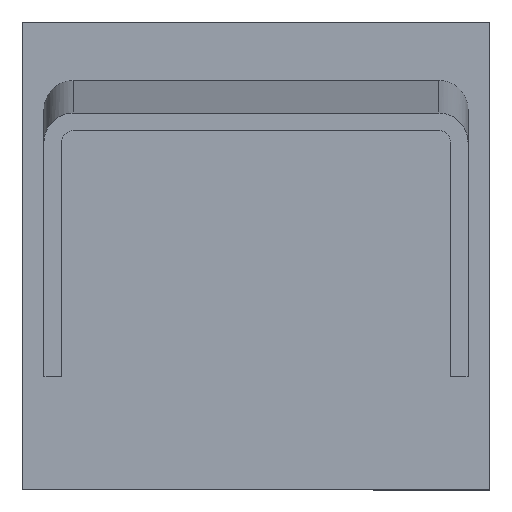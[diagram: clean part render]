
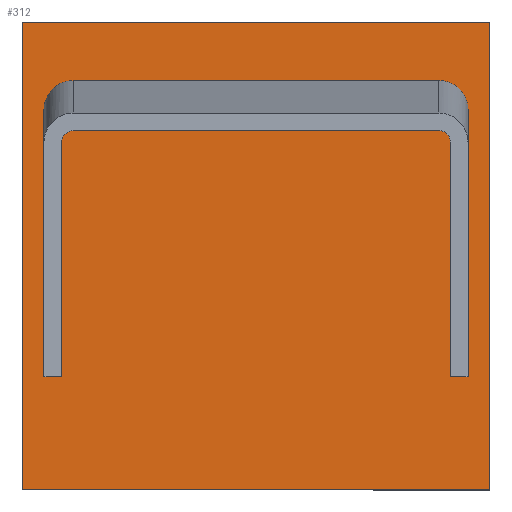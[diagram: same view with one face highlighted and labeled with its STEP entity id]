
A CAD part, top view. The second image highlights one B-rep face of the part: STEP entity #312.
In plain terms, the highlighted planar face has unit normal (0, 0, 1).
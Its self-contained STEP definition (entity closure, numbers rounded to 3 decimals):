
#3 = VERTEX_POINT ( 'NONE', #356 ) ;
#4 = DIRECTION ( 'NONE',  ( 0., 1., 0. ) ) ;
#15 = CARTESIAN_POINT ( 'NONE',  ( 33.25, 0., 0. ) ) ;
#27 = LINE ( 'NONE', #553, #163 ) ;
#32 = DIRECTION ( 'NONE',  ( 1., 0., 0. ) ) ;
#36 = LINE ( 'NONE', #845, #568 ) ;
#41 = EDGE_CURVE ( 'NONE', #731, #180, #404, .T. ) ;
#62 =( BOUNDED_CURVE ( )  B_SPLINE_CURVE ( 3, ( #287, #485, #850, #715 ),
 .UNSPECIFIED., .F., .F. ) 
 B_SPLINE_CURVE_WITH_KNOTS ( ( 4, 4 ),
 ( 1.571, 3.142 ),
 .UNSPECIFIED. ) 
 CURVE ( )  GEOMETRIC_REPRESENTATION_ITEM ( )  RATIONAL_B_SPLINE_CURVE ( ( 1., 0.805, 0.805, 1. ) ) 
 REPRESENTATION_ITEM ( '' )  );
#86 = VERTEX_POINT ( 'NONE', #434 ) ;
#89 = CARTESIAN_POINT ( 'NONE',  ( 40., 55.072, 0. ) ) ;
#96 = CARTESIAN_POINT ( 'NONE',  ( -33.25, 0., 0. ) ) ;
#99 = VERTEX_POINT ( 'NONE', #302 ) ;
#103 = VERTEX_POINT ( 'NONE', #368 ) ;
#106 = VECTOR ( 'NONE', #32, 1000. ) ;
#115 = CARTESIAN_POINT ( 'NONE',  ( -31.25, 42.068, 0. ) ) ;
#116 = LINE ( 'NONE', #619, #413 ) ;
#122 = EDGE_CURVE ( 'NONE', #902, #170, #681, .T. ) ;
#133 = CARTESIAN_POINT ( 'NONE',  ( 31.25, 45.072, 0. ) ) ;
#147 = DIRECTION ( 'NONE',  ( 0., 0., -1. ) ) ;
#149 = CARTESIAN_POINT ( 'NONE',  ( 36.25, 42.998, 0. ) ) ;
#154 = VERTEX_POINT ( 'NONE', #872 ) ;
#157 = VERTEX_POINT ( 'NONE', #371 ) ;
#163 = VECTOR ( 'NONE', #348, 1000. ) ;
#167 = EDGE_CURVE ( 'NONE', #439, #99, #212, .T. ) ;
#168 = DIRECTION ( 'NONE',  ( 0., -1., 0. ) ) ;
#170 = VERTEX_POINT ( 'NONE', #115 ) ;
#180 = VERTEX_POINT ( 'NONE', #595 ) ;
#182 = ORIENTED_EDGE ( 'NONE', *, *, #349, .F. ) ;
#201 = CARTESIAN_POINT ( 'NONE',  ( 31.25, 42.068, 0. ) ) ;
#205 = PLANE ( 'NONE',  #700 ) ;
#212 = LINE ( 'NONE', #96, #558 ) ;
#228 =( BOUNDED_CURVE ( )  B_SPLINE_CURVE ( 3, ( #201, #691, #841, #768 ),
 .UNSPECIFIED., .F., .T. ) 
 B_SPLINE_CURVE_WITH_KNOTS ( ( 4, 4 ),
 ( 0., 1.571 ),
 .UNSPECIFIED. ) 
 CURVE ( )  GEOMETRIC_REPRESENTATION_ITEM ( )  RATIONAL_B_SPLINE_CURVE ( ( 1., 0.805, 0.805, 1. ) ) 
 REPRESENTATION_ITEM ( '' )  );
#231 = CARTESIAN_POINT ( 'NONE',  ( -33.25, 0., 0. ) ) ;
#238 = CARTESIAN_POINT ( 'NONE',  ( 36.25, 42.068, 0. ) ) ;
#240 = CARTESIAN_POINT ( 'NONE',  ( -36.25, 0., 0. ) ) ;
#249 = EDGE_CURVE ( 'NONE', #582, #419, #680, .T. ) ;
#262 = ORIENTED_EDGE ( 'NONE', *, *, #249, .T. ) ;
#274 = CARTESIAN_POINT ( 'NONE',  ( 36.25, 0., 0. ) ) ;
#278 = VERTEX_POINT ( 'NONE', #530 ) ;
#287 = CARTESIAN_POINT ( 'NONE',  ( -36.25, 40.064, 0. ) ) ;
#288 = EDGE_CURVE ( 'NONE', #99, #170, #831, .T. ) ;
#291 = ORIENTED_EDGE ( 'NONE', *, *, #422, .F. ) ;
#302 = CARTESIAN_POINT ( 'NONE',  ( -33.25, 40.064, 0. ) ) ;
#312 = ADVANCED_FACE ( 'NONE', ( #647, #802 ), #205, .F. ) ;
#324 = ORIENTED_EDGE ( 'NONE', *, *, #522, .F. ) ;
#326 = CARTESIAN_POINT ( 'NONE',  ( -32.422, 42.068, 0. ) ) ;
#328 = CARTESIAN_POINT ( 'NONE',  ( -31.25, 42.068, 0. ) ) ;
#335 = EDGE_CURVE ( 'NONE', #439, #582, #116, .T. ) ;
#348 = DIRECTION ( 'NONE',  ( -1., 0., 0. ) ) ;
#349 = EDGE_CURVE ( 'NONE', #278, #3, #386, .T. ) ;
#351 = DIRECTION ( 'NONE',  ( 0., 1., 0. ) ) ;
#356 = CARTESIAN_POINT ( 'NONE',  ( 36.25, 40.064, 0. ) ) ;
#360 = CARTESIAN_POINT ( 'NONE',  ( 31.25, 42.068, 0. ) ) ;
#362 = DIRECTION ( 'NONE',  ( -1., 0., 0. ) ) ;
#368 = CARTESIAN_POINT ( 'NONE',  ( 40., -24.928, 0. ) ) ;
#369 = EDGE_CURVE ( 'NONE', #902, #180, #228, .T. ) ;
#371 = CARTESIAN_POINT ( 'NONE',  ( 31.25, 45.072, 0. ) ) ;
#386 = LINE ( 'NONE', #274, #455 ) ;
#389 = DIRECTION ( 'NONE',  ( 0., 1., 0. ) ) ;
#402 = LINE ( 'NONE', #788, #861 ) ;
#404 = LINE ( 'NONE', #15, #706 ) ;
#413 = VECTOR ( 'NONE', #471, 1000. ) ;
#419 = VERTEX_POINT ( 'NONE', #907 ) ;
#421 = ORIENTED_EDGE ( 'NONE', *, *, #889, .F. ) ;
#422 = EDGE_CURVE ( 'NONE', #472, #86, #36, .T. ) ;
#427 = ORIENTED_EDGE ( 'NONE', *, *, #122, .T. ) ;
#429 = DIRECTION ( 'NONE',  ( -1., 0., 0. ) ) ;
#434 = CARTESIAN_POINT ( 'NONE',  ( -40., 55.072, 0. ) ) ;
#439 = VERTEX_POINT ( 'NONE', #231 ) ;
#455 = VECTOR ( 'NONE', #482, 1000. ) ;
#461 = DIRECTION ( 'NONE',  ( 0., 1., 0. ) ) ;
#463 = LINE ( 'NONE', #712, #609 ) ;
#471 = DIRECTION ( 'NONE',  ( -1., 0., 0. ) ) ;
#472 = VERTEX_POINT ( 'NONE', #563 ) ;
#482 = DIRECTION ( 'NONE',  ( 0., 1., 0. ) ) ;
#485 = CARTESIAN_POINT ( 'NONE',  ( -36.25, 42.998, 0. ) ) ;
#522 = EDGE_CURVE ( 'NONE', #103, #472, #789, .T. ) ;
#529 = VERTEX_POINT ( 'NONE', #89 ) ;
#530 = CARTESIAN_POINT ( 'NONE',  ( 36.25, 0., 0. ) ) ;
#533 = EDGE_CURVE ( 'NONE', #157, #154, #463, .T. ) ;
#535 = ORIENTED_EDGE ( 'NONE', *, *, #369, .F. ) ;
#543 = CARTESIAN_POINT ( 'NONE',  ( 0., 0., 0. ) ) ;
#553 = CARTESIAN_POINT ( 'NONE',  ( 36.25, 0., 0. ) ) ;
#558 = VECTOR ( 'NONE', #389, 1000. ) ;
#563 = CARTESIAN_POINT ( 'NONE',  ( -40., -24.928, 0. ) ) ;
#568 = VECTOR ( 'NONE', #4, 1000. ) ;
#582 = VERTEX_POINT ( 'NONE', #240 ) ;
#595 = CARTESIAN_POINT ( 'NONE',  ( 33.25, 40.064, 0. ) ) ;
#609 = VECTOR ( 'NONE', #429, 1000. ) ;
#612 = DIRECTION ( 'NONE',  ( -1., 0., 0. ) ) ;
#617 = CARTESIAN_POINT ( 'NONE',  ( 34.179, 45.072, 0. ) ) ;
#619 = CARTESIAN_POINT ( 'NONE',  ( 36.25, 0., 0. ) ) ;
#621 = CARTESIAN_POINT ( 'NONE',  ( 36.25, 40.064, 0. ) ) ;
#644 = ORIENTED_EDGE ( 'NONE', *, *, #41, .T. ) ;
#647 = FACE_OUTER_BOUND ( 'NONE', #656, .T. ) ;
#650 = DIRECTION ( 'NONE',  ( -1., 0., 0. ) ) ;
#651 = EDGE_CURVE ( 'NONE', #86, #529, #659, .T. ) ;
#656 = EDGE_LOOP ( 'NONE', ( #291, #324, #421, #825 ) ) ;
#659 = LINE ( 'NONE', #878, #106 ) ;
#661 =( BOUNDED_CURVE ( )  B_SPLINE_CURVE ( 3, ( #133, #617, #149, #621 ),
 .UNSPECIFIED., .F., .T. ) 
 B_SPLINE_CURVE_WITH_KNOTS ( ( 4, 4 ),
 ( 0., 1.571 ),
 .UNSPECIFIED. ) 
 CURVE ( )  GEOMETRIC_REPRESENTATION_ITEM ( )  RATIONAL_B_SPLINE_CURVE ( ( 1., 0.805, 0.805, 1. ) ) 
 REPRESENTATION_ITEM ( '' )  );
#673 = ORIENTED_EDGE ( 'NONE', *, *, #766, .T. ) ;
#680 = LINE ( 'NONE', #829, #893 ) ;
#681 = LINE ( 'NONE', #238, #754 ) ;
#682 = CARTESIAN_POINT ( 'NONE',  ( -33.25, 40.064, 0. ) ) ;
#691 = CARTESIAN_POINT ( 'NONE',  ( 32.422, 42.068, 0. ) ) ;
#694 = EDGE_LOOP ( 'NONE', ( #883, #760, #262, #873, #774, #673, #182, #848, #644, #535, #427, #822 ) ) ;
#698 = CARTESIAN_POINT ( 'NONE',  ( 33.25, 0., 0. ) ) ;
#700 = AXIS2_PLACEMENT_3D ( 'NONE', #543, #147, #612 ) ;
#706 = VECTOR ( 'NONE', #351, 1000. ) ;
#712 = CARTESIAN_POINT ( 'NONE',  ( 36.25, 45.072, 0. ) ) ;
#715 = CARTESIAN_POINT ( 'NONE',  ( -31.25, 45.072, 0. ) ) ;
#731 = VERTEX_POINT ( 'NONE', #698 ) ;
#754 = VECTOR ( 'NONE', #650, 1000. ) ;
#757 = CARTESIAN_POINT ( 'NONE',  ( -33.25, 41.238, 0. ) ) ;
#760 = ORIENTED_EDGE ( 'NONE', *, *, #335, .T. ) ;
#766 = EDGE_CURVE ( 'NONE', #157, #3, #661, .T. ) ;
#768 = CARTESIAN_POINT ( 'NONE',  ( 33.25, 40.064, 0. ) ) ;
#774 = ORIENTED_EDGE ( 'NONE', *, *, #533, .F. ) ;
#788 = CARTESIAN_POINT ( 'NONE',  ( 40., 55.072, 0. ) ) ;
#789 = LINE ( 'NONE', #847, #799 ) ;
#799 = VECTOR ( 'NONE', #362, 1000. ) ;
#802 = FACE_BOUND ( 'NONE', #694, .T. ) ;
#822 = ORIENTED_EDGE ( 'NONE', *, *, #288, .F. ) ;
#825 = ORIENTED_EDGE ( 'NONE', *, *, #651, .F. ) ;
#829 = CARTESIAN_POINT ( 'NONE',  ( -36.25, 0., 0. ) ) ;
#831 =( BOUNDED_CURVE ( )  B_SPLINE_CURVE ( 3, ( #682, #757, #326, #328 ),
 .UNSPECIFIED., .F., .T. ) 
 B_SPLINE_CURVE_WITH_KNOTS ( ( 4, 4 ),
 ( 1.571, 3.142 ),
 .UNSPECIFIED. ) 
 CURVE ( )  GEOMETRIC_REPRESENTATION_ITEM ( )  RATIONAL_B_SPLINE_CURVE ( ( 1., 0.805, 0.805, 1. ) ) 
 REPRESENTATION_ITEM ( '' )  );
#832 = EDGE_CURVE ( 'NONE', #278, #731, #27, .T. ) ;
#841 = CARTESIAN_POINT ( 'NONE',  ( 33.25, 41.238, 0. ) ) ;
#845 = CARTESIAN_POINT ( 'NONE',  ( -40., 55.072, 0. ) ) ;
#847 = CARTESIAN_POINT ( 'NONE',  ( 40., -24.928, 0. ) ) ;
#848 = ORIENTED_EDGE ( 'NONE', *, *, #832, .T. ) ;
#850 = CARTESIAN_POINT ( 'NONE',  ( -34.179, 45.072, 0. ) ) ;
#861 = VECTOR ( 'NONE', #168, 1000. ) ;
#872 = CARTESIAN_POINT ( 'NONE',  ( -31.25, 45.072, 0. ) ) ;
#873 = ORIENTED_EDGE ( 'NONE', *, *, #875, .T. ) ;
#875 = EDGE_CURVE ( 'NONE', #419, #154, #62, .T. ) ;
#878 = CARTESIAN_POINT ( 'NONE',  ( 40., 55.072, 0. ) ) ;
#883 = ORIENTED_EDGE ( 'NONE', *, *, #167, .F. ) ;
#889 = EDGE_CURVE ( 'NONE', #529, #103, #402, .T. ) ;
#893 = VECTOR ( 'NONE', #461, 1000. ) ;
#902 = VERTEX_POINT ( 'NONE', #360 ) ;
#907 = CARTESIAN_POINT ( 'NONE',  ( -36.25, 40.064, 0. ) ) ;
